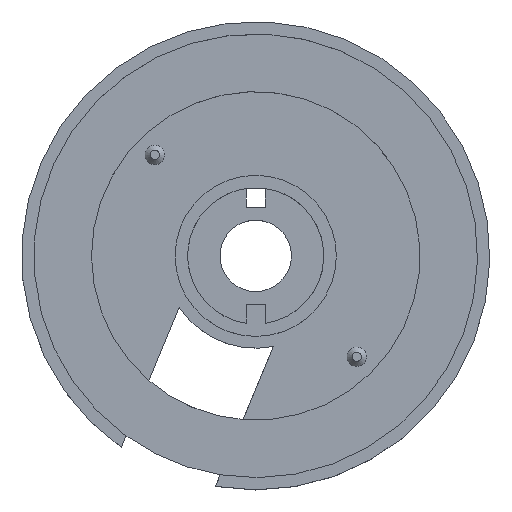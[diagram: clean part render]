
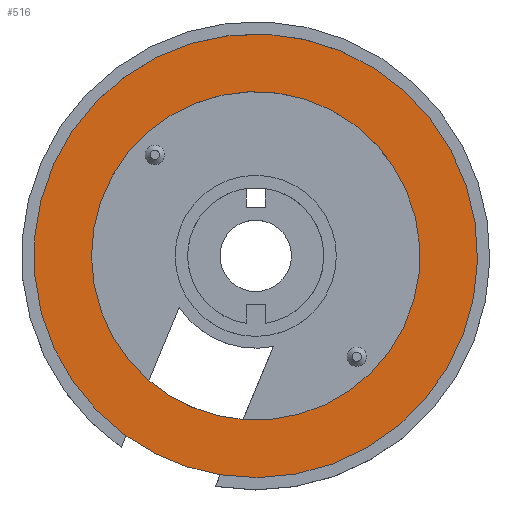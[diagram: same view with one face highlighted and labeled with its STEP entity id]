
A CAD part, top view. The second image highlights one B-rep face of the part: STEP entity #516.
In plain terms, the highlighted planar face has unit normal (0, 0, 1).
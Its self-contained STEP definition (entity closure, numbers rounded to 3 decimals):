
#15=FACE_BOUND('',#104,.T.);
#34=CIRCLE('',#548,16.1);
#35=CIRCLE('',#549,21.75);
#44=CIRCLE('',#568,16.1);
#46=CIRCLE('',#571,21.75);
#73=FACE_OUTER_BOUND('',#103,.T.);
#103=EDGE_LOOP('',(#400,#401));
#104=EDGE_LOOP('',(#402,#403));
#228=VERTEX_POINT('',#779);
#229=VERTEX_POINT('',#781);
#230=VERTEX_POINT('',#800);
#231=VERTEX_POINT('',#802);
#275=EDGE_CURVE('',#228,#229,#34,.T.);
#278=EDGE_CURVE('',#230,#231,#35,.T.);
#306=EDGE_CURVE('',#228,#229,#44,.T.);
#308=EDGE_CURVE('',#231,#230,#46,.T.);
#400=ORIENTED_EDGE('',*,*,#308,.F.);
#401=ORIENTED_EDGE('',*,*,#278,.F.);
#402=ORIENTED_EDGE('',*,*,#275,.F.);
#403=ORIENTED_EDGE('',*,*,#306,.T.);
#491=PLANE('',#570);
#516=ADVANCED_FACE('',(#73,#15),#491,.T.);
#548=AXIS2_PLACEMENT_3D('',#782,#608,#609);
#549=AXIS2_PLACEMENT_3D('',#803,#612,#613);
#568=AXIS2_PLACEMENT_3D('',#859,#669,#670);
#570=AXIS2_PLACEMENT_3D('',#861,#673,#674);
#571=AXIS2_PLACEMENT_3D('',#862,#675,#676);
#608=DIRECTION('center_axis',(0.,0.,1.));
#609=DIRECTION('ref_axis',(-0.651,-0.759,0.));
#612=DIRECTION('center_axis',(0.,0.,-1.));
#613=DIRECTION('ref_axis',(-0.585,-0.811,0.));
#669=DIRECTION('center_axis',(0.,0.,-1.));
#670=DIRECTION('ref_axis',(-1.,0.,0.));
#673=DIRECTION('center_axis',(0.,0.,1.));
#674=DIRECTION('ref_axis',(-1.,0.,0.));
#675=DIRECTION('center_axis',(0.,0.,-1.));
#676=DIRECTION('ref_axis',(1.,0.,0.));
#779=CARTESIAN_POINT('',(-10.476,-12.226,2.7));
#781=CARTESIAN_POINT('',(-1.237,-16.052,2.7));
#782=CARTESIAN_POINT('Origin',(0.,0.,2.7));
#800=CARTESIAN_POINT('',(-3.481,-21.47,2.7));
#802=CARTESIAN_POINT('',(-12.72,-17.643,2.7));
#803=CARTESIAN_POINT('Origin',(0.,0.,2.7));
#859=CARTESIAN_POINT('Origin',(0.,0.,2.7));
#861=CARTESIAN_POINT('Origin',(0.,0.,2.7));
#862=CARTESIAN_POINT('Origin',(0.,0.,2.7));
